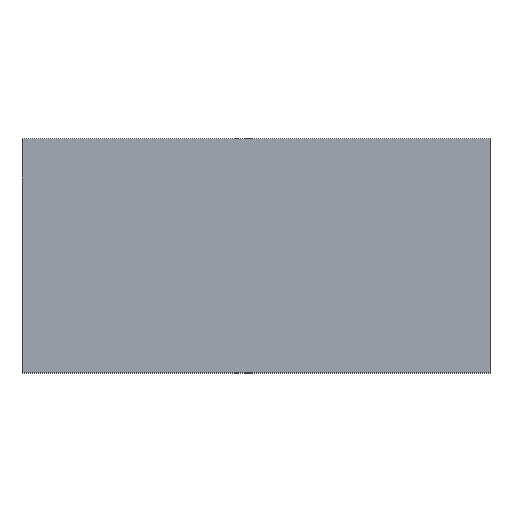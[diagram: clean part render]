
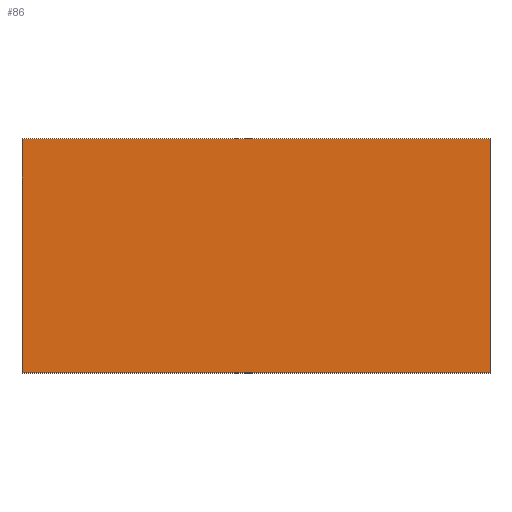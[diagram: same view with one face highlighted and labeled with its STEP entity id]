
A CAD part, top view. The second image highlights one B-rep face of the part: STEP entity #86.
In plain terms, the highlighted planar face has unit normal (0, 0, 1).
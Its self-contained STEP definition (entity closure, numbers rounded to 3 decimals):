
#86 = ADVANCED_FACE( '', ( #114 ), #115, .F. );
#114 = FACE_OUTER_BOUND( '', #144, .T. );
#115 = PLANE( '', #145 );
#144 = EDGE_LOOP( '', ( #243, #244, #245, #246 ) );
#145 = AXIS2_PLACEMENT_3D( '', #247, #248, #249 );
#243 = ORIENTED_EDGE( '', *, *, #272, .T. );
#244 = ORIENTED_EDGE( '', *, *, #271, .F. );
#245 = ORIENTED_EDGE( '', *, *, #292, .F. );
#246 = ORIENTED_EDGE( '', *, *, #299, .T. );
#247 = CARTESIAN_POINT( '', ( 100., 50., 40. ) );
#248 = DIRECTION( '', ( 0., 0., -1. ) );
#249 = DIRECTION( '', ( 0., 1., 0. ) );
#271 = EDGE_CURVE( '', #313, #308, #315, .T. );
#272 = EDGE_CURVE( '', #316, #308, #317, .T. );
#292 = EDGE_CURVE( '', #348, #313, #350, .T. );
#299 = EDGE_CURVE( '', #348, #316, #359, .T. );
#308 = VERTEX_POINT( '', #372 );
#313 = VERTEX_POINT( '', #379 );
#315 = LINE( '', #382, #383 );
#316 = VERTEX_POINT( '', #384 );
#317 = LINE( '', #385, #386 );
#348 = VERTEX_POINT( '', #430 );
#350 = LINE( '', #433, #434 );
#359 = LINE( '', #446, #447 );
#372 = CARTESIAN_POINT( '', ( -100., -50., 40. ) );
#379 = CARTESIAN_POINT( '', ( 100., -50., 40. ) );
#382 = CARTESIAN_POINT( '', ( 100., -50., 40. ) );
#383 = VECTOR( '', #455, 1000. );
#384 = CARTESIAN_POINT( '', ( -100., 50., 40. ) );
#385 = CARTESIAN_POINT( '', ( -100., 50., 40. ) );
#386 = VECTOR( '', #456, 1000. );
#430 = CARTESIAN_POINT( '', ( 100., 50., 40. ) );
#433 = CARTESIAN_POINT( '', ( 100., 50., 40. ) );
#434 = VECTOR( '', #486, 1000. );
#446 = CARTESIAN_POINT( '', ( 100., 50., 40. ) );
#447 = VECTOR( '', #499, 1000. );
#455 = DIRECTION( '', ( -1., 0., 0. ) );
#456 = DIRECTION( '', ( 0., -1., 0. ) );
#486 = DIRECTION( '', ( 0., -1., 0. ) );
#499 = DIRECTION( '', ( -1., 0., 0. ) );
